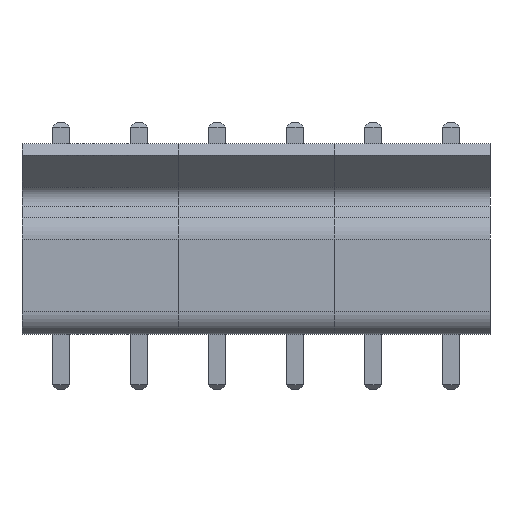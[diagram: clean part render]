
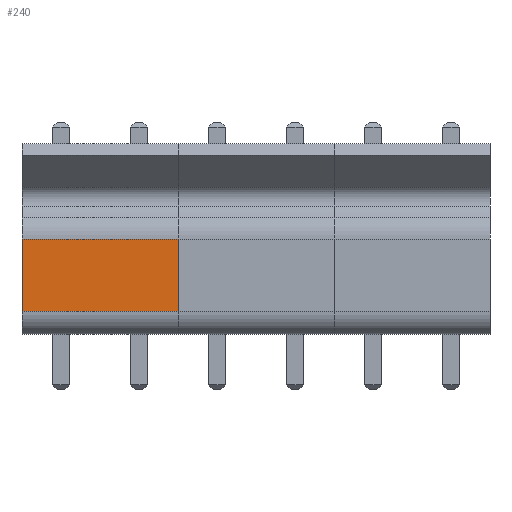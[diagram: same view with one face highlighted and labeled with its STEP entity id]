
A CAD part, top view. The second image highlights one B-rep face of the part: STEP entity #240.
In plain terms, the highlighted planar face has unit normal (0, 0, 1).
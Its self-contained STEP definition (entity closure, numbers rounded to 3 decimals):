
#240=ADVANCED_FACE('',(#771),#773,.F.);
#771=FACE_BOUND('',#772,.T.);
#772=EDGE_LOOP('',(#1155,#1156,#1157,#1158));
#773=PLANE('',#774);
#774=AXIS2_PLACEMENT_3D('',#775,#776,#777);
#775=CARTESIAN_POINT('',(5.08,6.569,-1.44));
#776=DIRECTION('',(0.,0.,-1.));
#777=DIRECTION('',(0.,1.,0.));
#1155=ORIENTED_EDGE('',*,*,#1435,.T.);
#1156=ORIENTED_EDGE('',*,*,#1436,.F.);
#1157=ORIENTED_EDGE('',*,*,#1437,.F.);
#1158=ORIENTED_EDGE('',*,*,#1433,.T.);
#1433=EDGE_CURVE('',#1627,#1625,#1628,.T.);
#1435=EDGE_CURVE('',#1625,#1630,#1631,.T.);
#1436=EDGE_CURVE('',#1632,#1630,#1633,.T.);
#1437=EDGE_CURVE('',#1627,#1632,#1634,.T.);
#1625=VERTEX_POINT('',#2104);
#1627=VERTEX_POINT('',#2115);
#1628=B_SPLINE_CURVE_WITH_KNOTS('',3,
(#2116,#2117,#2118,#2119),
.UNSPECIFIED.,.F.,.F.,
(4,4),
(0.,1.),
.UNSPECIFIED.);
#1630=VERTEX_POINT('',#2130);
#1631=LINE('',#2131,#2132);
#1632=VERTEX_POINT('',#2134);
#1633=LINE('',#2135,#2136);
#1634=LINE('',#2138,#2139);
#2104=CARTESIAN_POINT('',(-5.08,6.569,-1.44));
#2115=CARTESIAN_POINT('',(5.08,6.569,-1.44));
#2116=CARTESIAN_POINT('',(5.08,6.569,-1.44));
#2117=CARTESIAN_POINT('',(1.693,6.569,-1.44));
#2118=CARTESIAN_POINT('',(-1.693,6.569,-1.44));
#2119=CARTESIAN_POINT('',(-5.08,6.569,-1.44));
#2130=CARTESIAN_POINT('',(-5.08,1.869,-1.44));
#2131=CARTESIAN_POINT('',(-5.08,6.569,-1.44));
#2132=VECTOR('',#2133,1.);
#2133=DIRECTION('',(0.,-1.,0.));
#2134=CARTESIAN_POINT('',(5.08,1.869,-1.44));
#2135=CARTESIAN_POINT('',(5.08,1.869,-1.44));
#2136=VECTOR('',#2137,1.);
#2137=DIRECTION('',(-1.,0.,0.));
#2138=CARTESIAN_POINT('',(5.08,6.569,-1.44));
#2139=VECTOR('',#2140,1.);
#2140=DIRECTION('',(0.,-1.,0.));
